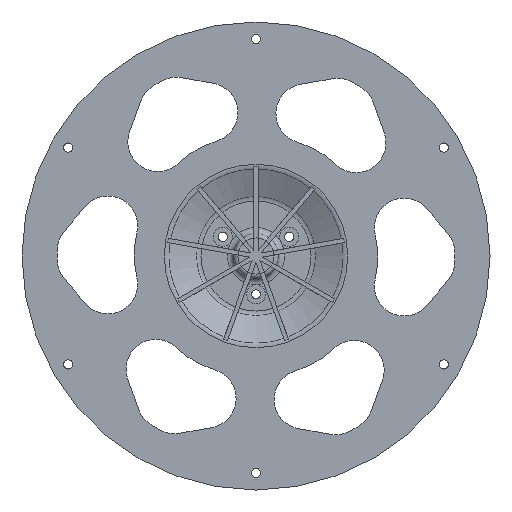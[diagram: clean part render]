
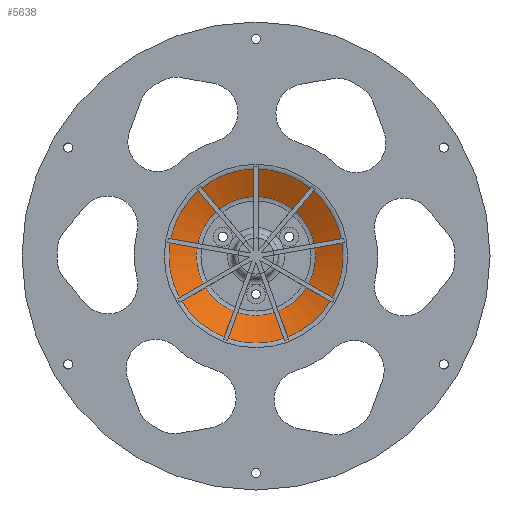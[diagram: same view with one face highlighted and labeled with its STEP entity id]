
A CAD part, front view. The second image highlights one B-rep face of the part: STEP entity #5638.
In plain terms, the highlighted conical face has half-angle 64.983 degrees and reference radius 34.5 mm.
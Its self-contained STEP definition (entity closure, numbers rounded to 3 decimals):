
#48=CONICAL_SURFACE('',#6166,34.5,1.134);
#646=CIRCLE('',#6164,28.005);
#647=CIRCLE('',#6165,28.005);
#648=CIRCLE('',#6167,40.995);
#649=CIRCLE('',#6168,40.995);
#954=FACE_OUTER_BOUND('',#1302,.T.);
#1302=EDGE_LOOP('',(#4860,#4861,#4862,#4863,#4864,#4865));
#1689=LINE('',#11155,#2084);
#2084=VECTOR('',#7492,34.5);
#2613=VERTEX_POINT('',#11146);
#2614=VERTEX_POINT('',#11148);
#2615=VERTEX_POINT('',#11152);
#2616=VERTEX_POINT('',#11153);
#3400=EDGE_CURVE('',#2613,#2614,#646,.T.);
#3401=EDGE_CURVE('',#2614,#2613,#647,.T.);
#3402=EDGE_CURVE('',#2615,#2616,#648,.T.);
#3403=EDGE_CURVE('',#2615,#2614,#1689,.T.);
#3404=EDGE_CURVE('',#2616,#2615,#649,.T.);
#4860=ORIENTED_EDGE('',*,*,#3402,.F.);
#4861=ORIENTED_EDGE('',*,*,#3403,.T.);
#4862=ORIENTED_EDGE('',*,*,#3400,.F.);
#4863=ORIENTED_EDGE('',*,*,#3401,.F.);
#4864=ORIENTED_EDGE('',*,*,#3403,.F.);
#4865=ORIENTED_EDGE('',*,*,#3404,.F.);
#5638=ADVANCED_FACE('',(#954),#48,.F.);
#6164=AXIS2_PLACEMENT_3D('',#11149,#7484,#7485);
#6165=AXIS2_PLACEMENT_3D('',#11150,#7486,#7487);
#6166=AXIS2_PLACEMENT_3D('',#11151,#7488,#7489);
#6167=AXIS2_PLACEMENT_3D('',#11154,#7490,#7491);
#6168=AXIS2_PLACEMENT_3D('',#11156,#7493,#7494);
#7484=DIRECTION('center_axis',(0.,-1.,0.));
#7485=DIRECTION('ref_axis',(1.,0.,0.));
#7486=DIRECTION('center_axis',(0.,-1.,0.));
#7487=DIRECTION('ref_axis',(1.,0.,0.));
#7488=DIRECTION('center_axis',(0.,-1.,0.));
#7489=DIRECTION('ref_axis',(1.,0.,0.));
#7490=DIRECTION('center_axis',(0.,1.,0.));
#7491=DIRECTION('ref_axis',(1.,0.,0.));
#7492=DIRECTION('',(0.906,0.423,0.));
#7493=DIRECTION('center_axis',(0.,1.,0.));
#7494=DIRECTION('ref_axis',(1.,0.,0.));
#11146=CARTESIAN_POINT('',(0.,6.531,-28.005));
#11148=CARTESIAN_POINT('',(-28.005,6.531,0.));
#11149=CARTESIAN_POINT('Origin',(0.,6.531,0.));
#11150=CARTESIAN_POINT('Origin',(0.,6.531,0.));
#11151=CARTESIAN_POINT('Origin',(0.,3.5,0.));
#11152=CARTESIAN_POINT('',(-40.995,0.469,0.));
#11153=CARTESIAN_POINT('',(0.,0.469,40.995));
#11154=CARTESIAN_POINT('Origin',(0.,0.469,0.));
#11155=CARTESIAN_POINT('',(-34.5,3.5,0.));
#11156=CARTESIAN_POINT('Origin',(0.,0.469,0.));
